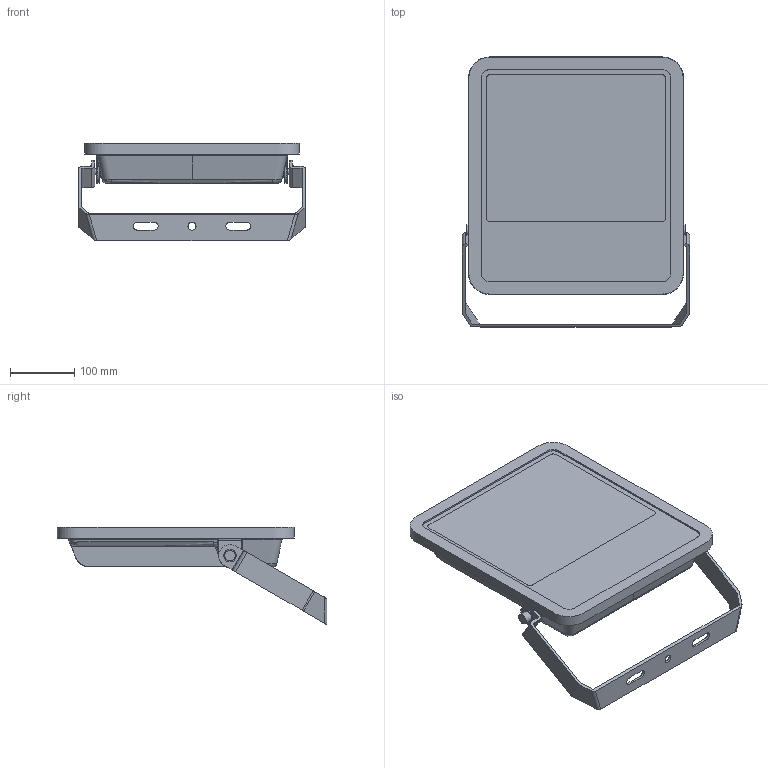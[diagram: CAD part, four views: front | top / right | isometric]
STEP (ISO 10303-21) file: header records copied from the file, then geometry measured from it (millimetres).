
FILE_DESCRIPTION (( 'STEP AP214' ), '1' );
FILE_NAME ('FL_G3_200W.STEP', '2023-04-28T09:09:42', ( '' ), ( '' ), 'SwSTEP 2.0', 'SolidWorks 2020', '' );
FILE_SCHEMA (( 'AUTOMOTIVE_DESIGN' ));
Length unit declared in the file: millimetre
Products named in the file (1): FL_G3_200W
Bounding box: 354 x 420.53 x 151.41 mm (x, y, z)
Volume: 3954898 mm3; surface area: 956405.1 mm2
Topology: 7 solids, 7 shells, 965 faces, 2415 edges, 1425 vertices
Faces by surface type: bspline 411, cylinder 347, plane 199, cone 8
Full cylindrical faces by diameter (mm): 10.3 x2, 16.4 x2, 19.6 x2
Entity records: 64093 total; most frequent: CARTESIAN_POINT 33643, ORIENTED_EDGE 4716, DIRECTION 3298, EDGE_CURVE 2358, VERTEX_POINT 1423, AXIS2_PLACEMENT_3D 1223, EDGE_LOOP 995, UNCERTAINTY_MEASURE_WITH_UNIT 974
